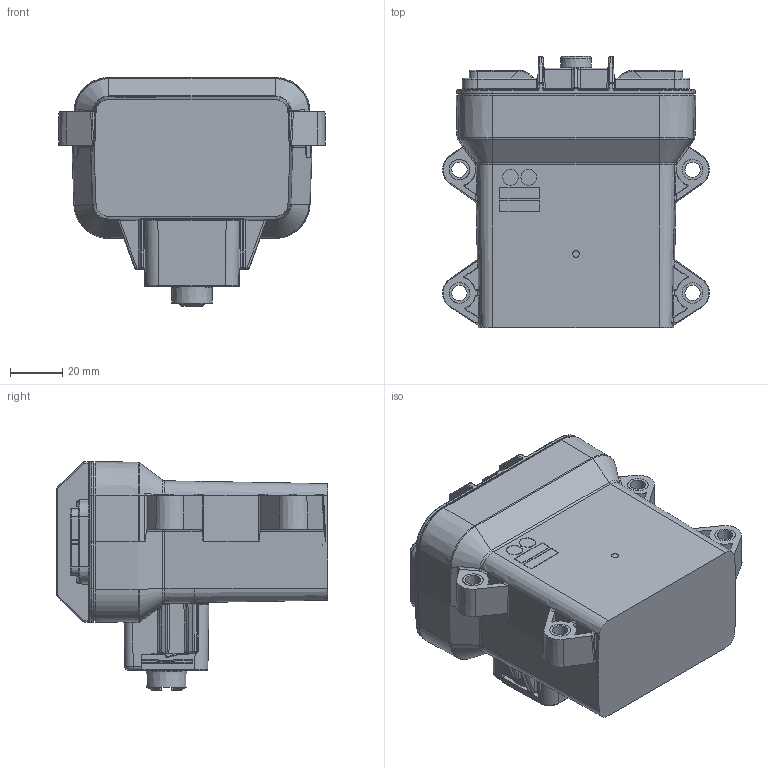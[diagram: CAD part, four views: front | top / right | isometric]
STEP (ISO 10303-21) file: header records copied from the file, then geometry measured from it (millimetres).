
FILE_DESCRIPTION (( 'STEP AP214' ), '1' );
FILE_NAME ('GFP4Axx_Horizontal_241015.STEP', '2024-10-15T18:56:51', ( '' ), ( '' ), 'SwSTEP 2.0', 'SolidWorks 2022', '' );
FILE_SCHEMA (( 'AUTOMOTIVE_DESIGN' ));
Length unit declared in the file: millimetre
Products named in the file (1): GFP4Axx_Horizontal_241015
Bounding box: 101.82 x 103.33 x 87.29 mm (x, y, z)
Volume: 397521.8 mm3; surface area: 127584.6 mm2
Topology: 15 solids, 15 shells, 2979 faces, 7493 edges, 4596 vertices
Faces by surface type: plane 1267, cylinder 793, bspline 488, cone 186, torus 153, sphere 92
Full cylindrical faces by diameter (mm): 1.067 x4, 3.175 x1, 5.842 x4, 6 x2, 7.842 x8, 8 x2, 10 x2, 10.44 x2, 10.54 x2, 11.1 x1, 11.385 x2, 11.6 x1, 12.65 x2, 20.066 x1
Entity records: 129161 total; most frequent: CARTESIAN_POINT 31751, ORIENTED_EDGE 14538, DIRECTION 11991, EDGE_CURVE 7269, VERTEX_POINT 4541, AXIS2_PLACEMENT_3D 4159, LINE 3673, VECTOR 3673
